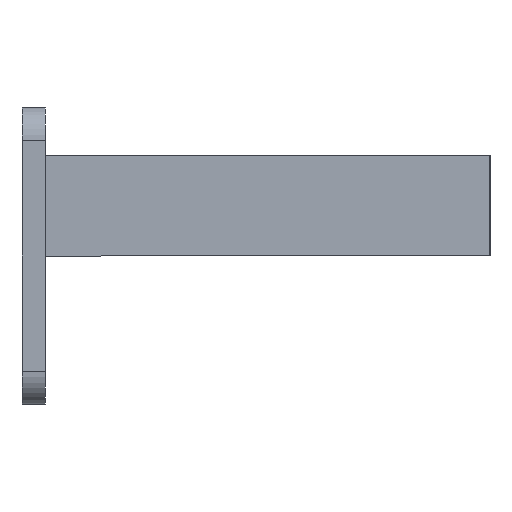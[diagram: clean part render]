
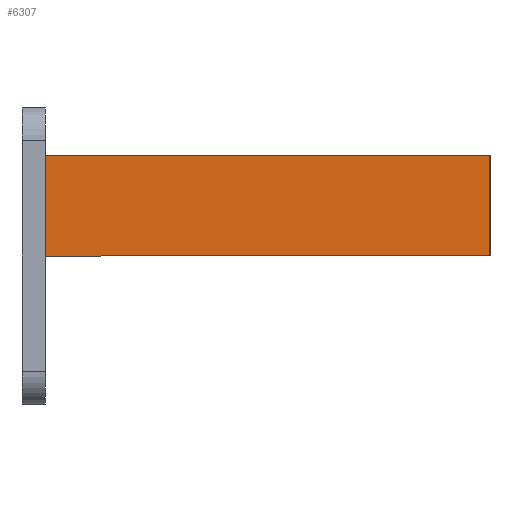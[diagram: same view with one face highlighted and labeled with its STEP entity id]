
A CAD part, left-side view. The second image highlights one B-rep face of the part: STEP entity #6307.
In plain terms, the highlighted planar face has unit normal (-1, 0, 0).
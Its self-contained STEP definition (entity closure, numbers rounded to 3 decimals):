
#2219 = PLANE('',#2220);
#2220 = AXIS2_PLACEMENT_3D('',#2221,#2222,#2223);
#2221 = CARTESIAN_POINT('',(0.,-3.5,-0.018
    ));
#2222 = DIRECTION('',(0.,1.,0.));
#2223 = DIRECTION('',(0.,0.,1.));
#5656 = VERTEX_POINT('',#5657);
#5657 = CARTESIAN_POINT('',(-81.,-3.5,15.));
#5670 = PLANE('',#5671);
#5671 = AXIS2_PLACEMENT_3D('',#5672,#5673,#5674);
#5672 = CARTESIAN_POINT('',(-81.,-70.,15.));
#5673 = DIRECTION('',(0.,0.,-1.));
#5674 = DIRECTION('',(1.,0.,0.));
#5681 = EDGE_CURVE('',#5656,#5682,#5684,.T.);
#5682 = VERTEX_POINT('',#5683);
#5683 = CARTESIAN_POINT('',(-81.,-3.5,0.));
#5684 = SURFACE_CURVE('',#5685,(#5689,#5695),.PCURVE_S1.);
#5685 = LINE('',#5686,#5687);
#5686 = CARTESIAN_POINT('',(-81.,-3.5,-0.009));
#5687 = VECTOR('',#5688,1.);
#5688 = DIRECTION('',(0.,0.,-1.));
#5689 = PCURVE('',#2219,#5690);
#5690 = DEFINITIONAL_REPRESENTATION('',(#5691),#5694);
#5691 = B_SPLINE_CURVE_WITH_KNOTS('',1,(#5692,#5693),.UNSPECIFIED.,.F.,
  .F.,(2,2),(-15.009,-0.009),
  .PIECEWISE_BEZIER_KNOTS.);
#5692 = CARTESIAN_POINT('',(15.018,-81.));
#5693 = CARTESIAN_POINT('',(0.018,-81.));
#5694 = ( GEOMETRIC_REPRESENTATION_CONTEXT(2) 
PARAMETRIC_REPRESENTATION_CONTEXT() REPRESENTATION_CONTEXT('2D SPACE',''
  ) );
#5695 = PCURVE('',#5696,#5701);
#5696 = PLANE('',#5697);
#5697 = AXIS2_PLACEMENT_3D('',#5698,#5699,#5700);
#5698 = CARTESIAN_POINT('',(-81.,-70.,0.));
#5699 = DIRECTION('',(1.,0.,0.));
#5700 = DIRECTION('',(0.,0.,1.));
#5701 = DEFINITIONAL_REPRESENTATION('',(#5702),#5705);
#5702 = B_SPLINE_CURVE_WITH_KNOTS('',1,(#5703,#5704),.UNSPECIFIED.,.F.,
  .F.,(2,2),(-15.009,-0.009),
  .PIECEWISE_BEZIER_KNOTS.);
#5703 = CARTESIAN_POINT('',(15.,-66.5));
#5704 = CARTESIAN_POINT('',(0.,-66.5));
#5705 = ( GEOMETRIC_REPRESENTATION_CONTEXT(2) 
PARAMETRIC_REPRESENTATION_CONTEXT() REPRESENTATION_CONTEXT('2D SPACE',''
  ) );
#5720 = PLANE('',#5721);
#5721 = AXIS2_PLACEMENT_3D('',#5722,#5723,#5724);
#5722 = CARTESIAN_POINT('',(-79.,-70.,0.));
#5723 = DIRECTION('',(0.,0.,1.));
#5724 = DIRECTION('',(-1.,0.,0.));
#6238 = VERTEX_POINT('',#6239);
#6239 = CARTESIAN_POINT('',(-81.,-70.,0.));
#6253 = PLANE('',#6254);
#6254 = AXIS2_PLACEMENT_3D('',#6255,#6256,#6257);
#6255 = CARTESIAN_POINT('',(0.,-70.,10.317));
#6256 = DIRECTION('',(0.,1.,0.));
#6257 = DIRECTION('',(0.,0.,1.));
#6287 = EDGE_CURVE('',#6238,#5682,#6288,.T.);
#6288 = SURFACE_CURVE('',#6289,(#6293,#6300),.PCURVE_S1.);
#6289 = LINE('',#6290,#6291);
#6290 = CARTESIAN_POINT('',(-81.,-70.,0.));
#6291 = VECTOR('',#6292,1.);
#6292 = DIRECTION('',(0.,1.,0.));
#6293 = PCURVE('',#5720,#6294);
#6294 = DEFINITIONAL_REPRESENTATION('',(#6295),#6299);
#6295 = LINE('',#6296,#6297);
#6296 = CARTESIAN_POINT('',(2.,0.));
#6297 = VECTOR('',#6298,1.);
#6298 = DIRECTION('',(0.,-1.));
#6299 = ( GEOMETRIC_REPRESENTATION_CONTEXT(2) 
PARAMETRIC_REPRESENTATION_CONTEXT() REPRESENTATION_CONTEXT('2D SPACE',''
  ) );
#6300 = PCURVE('',#5696,#6301);
#6301 = DEFINITIONAL_REPRESENTATION('',(#6302),#6306);
#6302 = LINE('',#6303,#6304);
#6303 = CARTESIAN_POINT('',(0.,0.));
#6304 = VECTOR('',#6305,1.);
#6305 = DIRECTION('',(0.,-1.));
#6306 = ( GEOMETRIC_REPRESENTATION_CONTEXT(2) 
PARAMETRIC_REPRESENTATION_CONTEXT() REPRESENTATION_CONTEXT('2D SPACE',''
  ) );
#6307 = ADVANCED_FACE('',(#6308),#5696,.F.);
#6308 = FACE_BOUND('',#6309,.F.);
#6309 = EDGE_LOOP('',(#6310,#6333,#6334,#6335));
#6310 = ORIENTED_EDGE('',*,*,#6311,.F.);
#6311 = EDGE_CURVE('',#6238,#6312,#6314,.T.);
#6312 = VERTEX_POINT('',#6313);
#6313 = CARTESIAN_POINT('',(-81.,-70.,15.));
#6314 = SURFACE_CURVE('',#6315,(#6319,#6326),.PCURVE_S1.);
#6315 = LINE('',#6316,#6317);
#6316 = CARTESIAN_POINT('',(-81.,-70.,0.));
#6317 = VECTOR('',#6318,1.);
#6318 = DIRECTION('',(0.,0.,1.));
#6319 = PCURVE('',#5696,#6320);
#6320 = DEFINITIONAL_REPRESENTATION('',(#6321),#6325);
#6321 = LINE('',#6322,#6323);
#6322 = CARTESIAN_POINT('',(0.,0.));
#6323 = VECTOR('',#6324,1.);
#6324 = DIRECTION('',(1.,0.));
#6325 = ( GEOMETRIC_REPRESENTATION_CONTEXT(2) 
PARAMETRIC_REPRESENTATION_CONTEXT() REPRESENTATION_CONTEXT('2D SPACE',''
  ) );
#6326 = PCURVE('',#6253,#6327);
#6327 = DEFINITIONAL_REPRESENTATION('',(#6328),#6332);
#6328 = LINE('',#6329,#6330);
#6329 = CARTESIAN_POINT('',(-10.317,-81.));
#6330 = VECTOR('',#6331,1.);
#6331 = DIRECTION('',(1.,0.));
#6332 = ( GEOMETRIC_REPRESENTATION_CONTEXT(2) 
PARAMETRIC_REPRESENTATION_CONTEXT() REPRESENTATION_CONTEXT('2D SPACE',''
  ) );
#6333 = ORIENTED_EDGE('',*,*,#6287,.T.);
#6334 = ORIENTED_EDGE('',*,*,#5681,.F.);
#6335 = ORIENTED_EDGE('',*,*,#6336,.F.);
#6336 = EDGE_CURVE('',#6312,#5656,#6337,.T.);
#6337 = SURFACE_CURVE('',#6338,(#6342,#6349),.PCURVE_S1.);
#6338 = LINE('',#6339,#6340);
#6339 = CARTESIAN_POINT('',(-81.,-70.,15.));
#6340 = VECTOR('',#6341,1.);
#6341 = DIRECTION('',(0.,1.,0.));
#6342 = PCURVE('',#5696,#6343);
#6343 = DEFINITIONAL_REPRESENTATION('',(#6344),#6348);
#6344 = LINE('',#6345,#6346);
#6345 = CARTESIAN_POINT('',(15.,0.));
#6346 = VECTOR('',#6347,1.);
#6347 = DIRECTION('',(0.,-1.));
#6348 = ( GEOMETRIC_REPRESENTATION_CONTEXT(2) 
PARAMETRIC_REPRESENTATION_CONTEXT() REPRESENTATION_CONTEXT('2D SPACE',''
  ) );
#6349 = PCURVE('',#5670,#6350);
#6350 = DEFINITIONAL_REPRESENTATION('',(#6351),#6355);
#6351 = LINE('',#6352,#6353);
#6352 = CARTESIAN_POINT('',(0.,0.));
#6353 = VECTOR('',#6354,1.);
#6354 = DIRECTION('',(0.,-1.));
#6355 = ( GEOMETRIC_REPRESENTATION_CONTEXT(2) 
PARAMETRIC_REPRESENTATION_CONTEXT() REPRESENTATION_CONTEXT('2D SPACE',''
  ) );
